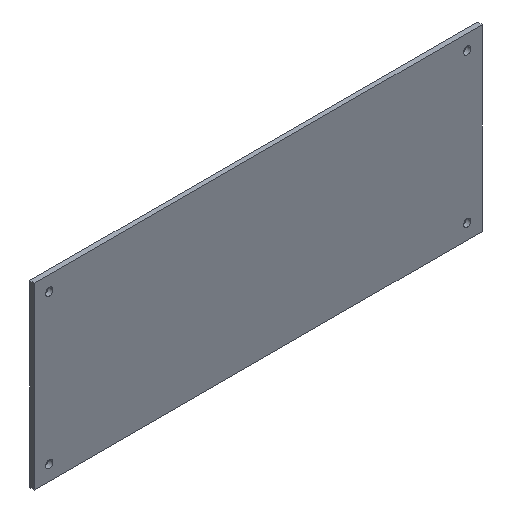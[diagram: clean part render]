
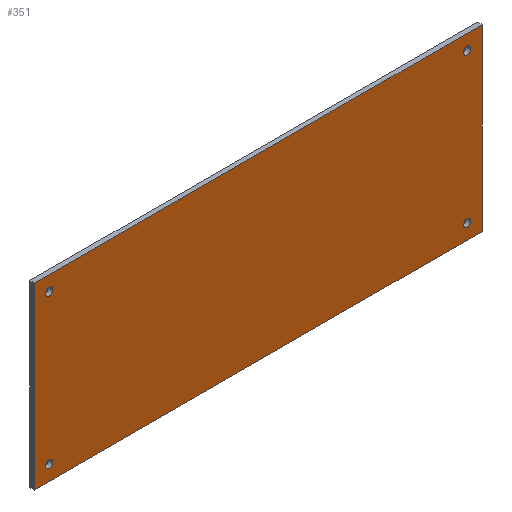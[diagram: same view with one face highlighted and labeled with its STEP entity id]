
A CAD part, isometric view. The second image highlights one B-rep face of the part: STEP entity #351.
In plain terms, the highlighted planar face has unit normal (0, -1, 0).
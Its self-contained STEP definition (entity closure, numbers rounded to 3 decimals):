
#3=CARTESIAN_POINT('POINT2',(143.75,0.,55.));
#4=VERTEX_POINT('VERTEX2',#3);
#20=CARTESIAN_POINT('POINT4',(146.25,0.,55.));
#21=VERTEX_POINT('VERTEX4',#20);
#28=CARTESIAN_POINT('POS4',(145.,0.,55.));
#29=DIRECTION('DIR5',(0.,-1.,0.));
#30=DIRECTION('DIR6',(1.,0.,0.));
#31=AXIS2_PLACEMENT_3D('AXIS2',#28,#29,#30);
#32=CIRCLE('ELLIPSE2',#31,1.25);
#33=EDGE_CURVE('EDGE4',#21,#4,#32,.T.);
#52=CARTESIAN_POINT('POS7',(145.,0.,55.));
#53=DIRECTION('DIR11',(0.,-1.,0.));
#54=DIRECTION('DIR12',(-1.,0.,0.));
#55=AXIS2_PLACEMENT_3D('AXIS5',#52,#53,#54);
#56=CIRCLE('ELLIPSE4',#55,1.25);
#57=EDGE_CURVE('EDGE6',#4,#21,#56,.T.);
#69=CARTESIAN_POINT('POINT6',(143.75,0.,5.));
#70=VERTEX_POINT('VERTEX6',#69);
#86=CARTESIAN_POINT('POINT8',(146.25,0.,5.));
#87=VERTEX_POINT('VERTEX8',#86);
#94=CARTESIAN_POINT('POS12',(145.,0.,5.));
#95=DIRECTION('DIR19',(0.,-1.,0.));
#96=DIRECTION('DIR20',(1.,0.,0.));
#97=AXIS2_PLACEMENT_3D('AXIS8',#94,#95,#96);
#98=CIRCLE('ELLIPSE6',#97,1.25);
#99=EDGE_CURVE('EDGE10',#87,#70,#98,.T.);
#118=CARTESIAN_POINT('POS15',(145.,0.,5.));
#119=DIRECTION('DIR25',(0.,-1.,0.));
#120=DIRECTION('DIR26',(-1.,0.,0.));
#121=AXIS2_PLACEMENT_3D('AXIS11',#118,#119,#120);
#122=CIRCLE('ELLIPSE8',#121,1.25);
#123=EDGE_CURVE('EDGE12',#70,#87,#122,.T.);
#135=CARTESIAN_POINT('POINT10',(3.75,0.,55.));
#136=VERTEX_POINT('VERTEX10',#135);
#152=CARTESIAN_POINT('POINT12',(6.25,0.,55.));
#153=VERTEX_POINT('VERTEX12',#152);
#160=CARTESIAN_POINT('POS20',(5.,0.,55.));
#161=DIRECTION('DIR33',(0.,-1.,0.));
#162=DIRECTION('DIR34',(1.,0.,0.));
#163=AXIS2_PLACEMENT_3D('AXIS14',#160,#161,#162);
#164=CIRCLE('ELLIPSE10',#163,1.25);
#165=EDGE_CURVE('EDGE16',#153,#136,#164,.T.);
#184=CARTESIAN_POINT('POS23',(5.,0.,55.));
#185=DIRECTION('DIR39',(0.,-1.,0.));
#186=DIRECTION('DIR40',(-1.,0.,0.));
#187=AXIS2_PLACEMENT_3D('AXIS17',#184,#185,#186);
#188=CIRCLE('ELLIPSE12',#187,1.25);
#189=EDGE_CURVE('EDGE18',#136,#153,#188,.T.);
#201=CARTESIAN_POINT('POINT14',(3.75,0.,5.));
#202=VERTEX_POINT('VERTEX14',#201);
#218=CARTESIAN_POINT('POINT16',(6.25,0.,5.));
#219=VERTEX_POINT('VERTEX16',#218);
#226=CARTESIAN_POINT('POS28',(5.,0.,5.));
#227=DIRECTION('DIR47',(0.,-1.,0.));
#228=DIRECTION('DIR48',(1.,0.,0.));
#229=AXIS2_PLACEMENT_3D('AXIS20',#226,#227,#228);
#230=CIRCLE('ELLIPSE14',#229,1.25);
#231=EDGE_CURVE('EDGE22',#219,#202,#230,.T.);
#250=CARTESIAN_POINT('POS31',(5.,0.,5.));
#251=DIRECTION('DIR53',(0.,-1.,0.));
#252=DIRECTION('DIR54',(-1.,0.,0.));
#253=AXIS2_PLACEMENT_3D('AXIS23',#250,#251,#252);
#254=CIRCLE('ELLIPSE16',#253,1.25);
#255=EDGE_CURVE('EDGE24',#202,#219,#254,.T.);
#265=CARTESIAN_POINT('POINT17',(150.,0.,60.));
#266=VERTEX_POINT('VERTEX17',#265);
#283=CARTESIAN_POINT('POINT20',(0.,0.,60.));
#284=VERTEX_POINT('VERTEX20',#283);
#291=CARTESIAN_POINT('POS36',(0.,0.,60.));
#292=DIRECTION('DIR60',(1.,0.,0.));
#293=VECTOR('VEC12',#292,1.);
#294=LINE('STRAIGHT12',#291,#293);
#295=EDGE_CURVE('EDGE28',#284,#266,#294,.T.);
#305=CARTESIAN_POINT('POINT21',(150.,0.,0.));
#306=VERTEX_POINT('VERTEX21',#305);
#307=CARTESIAN_POINT('POS38',(150.,0.,0.));
#308=DIRECTION('DIR63',(0.,0.,1.));
#309=VECTOR('VEC13',#308,1.);
#310=LINE('STRAIGHT13',#307,#309);
#311=EDGE_CURVE('EDGE29',#306,#266,#310,.T.);
#312=ORIENTED_EDGE('COEDGE37',*,*,#311,.T.);
#313=ORIENTED_EDGE('COEDGE38',*,*,#295,.F.);
#314=CARTESIAN_POINT('POINT22',(0.,0.,0.));
#315=VERTEX_POINT('VERTEX22',#314);
#316=CARTESIAN_POINT('POS39',(0.,0.,0.));
#317=DIRECTION('DIR64',(0.,0.,1.));
#318=VECTOR('VEC14',#317,1.);
#319=LINE('STRAIGHT14',#316,#318);
#320=EDGE_CURVE('EDGE30',#315,#284,#319,.T.);
#321=ORIENTED_EDGE('COEDGE39',*,*,#320,.F.);
#322=CARTESIAN_POINT('POS40',(0.,0.,0.));
#323=DIRECTION('DIR65',(1.,0.,0.));
#324=VECTOR('VEC15',#323,1.);
#325=LINE('STRAIGHT15',#322,#324);
#326=EDGE_CURVE('EDGE31',#315,#306,#325,.T.);
#327=ORIENTED_EDGE('COEDGE40',*,*,#326,.T.);
#328=EDGE_LOOP('NONE',(#312,#313,#321,#327));
#329=FACE_BOUND('LOOP1',#328,.T.);
#330=ORIENTED_EDGE('COEDGE41',*,*,#255,.F.);
#331=ORIENTED_EDGE('COEDGE42',*,*,#231,.F.);
#332=EDGE_LOOP('NONE',(#330,#331));
#333=FACE_BOUND('LOOP1',#332,.T.);
#334=ORIENTED_EDGE('COEDGE43',*,*,#189,.F.);
#335=ORIENTED_EDGE('COEDGE44',*,*,#165,.F.);
#336=EDGE_LOOP('NONE',(#334,#335));
#337=FACE_BOUND('LOOP1',#336,.T.);
#338=ORIENTED_EDGE('COEDGE45',*,*,#123,.F.);
#339=ORIENTED_EDGE('COEDGE46',*,*,#99,.F.);
#340=EDGE_LOOP('NONE',(#338,#339));
#341=FACE_BOUND('LOOP1',#340,.T.);
#342=ORIENTED_EDGE('COEDGE47',*,*,#57,.F.);
#343=ORIENTED_EDGE('COEDGE48',*,*,#33,.F.);
#344=EDGE_LOOP('NONE',(#342,#343));
#345=FACE_BOUND('LOOP1',#344,.T.);
#346=CARTESIAN_POINT('POS41',(0.,0.,0.));
#347=DIRECTION('DIR66',(0.,-1.,0.));
#348=DIRECTION('DIR67',(1.,0.,0.));
#349=AXIS2_PLACEMENT_3D('AXIS26',#346,#347,#348);
#350=PLANE('PLANE2',#349);
#351=ADVANCED_FACE('FACE10',(#329,#333,#337,#341,#345),#350,.T.);
